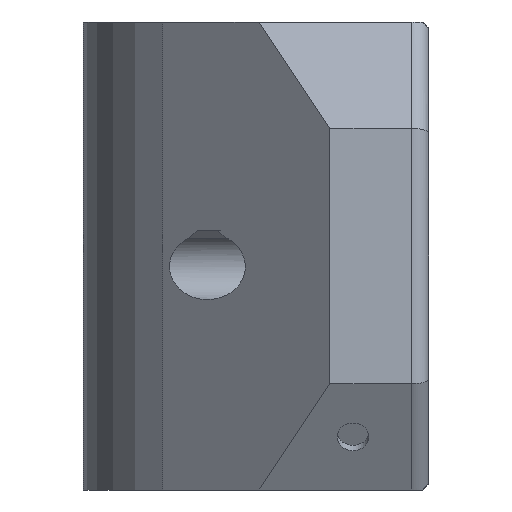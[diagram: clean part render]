
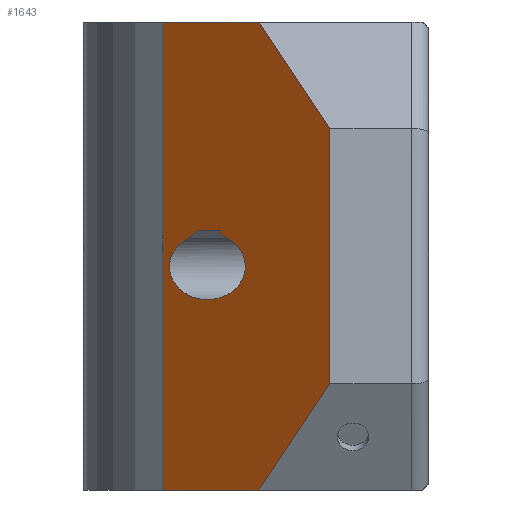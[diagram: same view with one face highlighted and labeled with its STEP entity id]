
A CAD part, left-side view. The second image highlights one B-rep face of the part: STEP entity #1643.
In plain terms, the highlighted planar face has unit normal (-0.755, 0.656, 0).
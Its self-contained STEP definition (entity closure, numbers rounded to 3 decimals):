
#70=FACE_BOUND('',#324,.T.);
#88=ELLIPSE('',#1817,2.363,1.55);
#125=PLANE('',#1827);
#222=FACE_OUTER_BOUND('',#323,.T.);
#323=EDGE_LOOP('',(#1489,#1490,#1491,#1492,#1493,#1494));
#324=EDGE_LOOP('',(#1495,#1496,#1497,#1498));
#337=LINE('',#2352,#476);
#354=LINE('',#2410,#493);
#365=LINE('',#2440,#504);
#367=LINE('',#2444,#506);
#417=LINE('',#2672,#556);
#451=LINE('',#2889,#590);
#455=LINE('',#2898,#594);
#457=LINE('',#2901,#596);
#465=LINE('',#2921,#604);
#476=VECTOR('',#1871,10.);
#493=VECTOR('',#1920,10.);
#504=VECTOR('',#1951,10.);
#506=VECTOR('',#1955,10.);
#556=VECTOR('',#2099,10.);
#590=VECTOR('',#2267,10.);
#594=VECTOR('',#2277,10.);
#596=VECTOR('',#2281,10.);
#604=VECTOR('',#2305,10.);
#674=VERTEX_POINT('',#2349);
#675=VERTEX_POINT('',#2351);
#699=VERTEX_POINT('',#2407);
#700=VERTEX_POINT('',#2409);
#709=VERTEX_POINT('',#2438);
#710=VERTEX_POINT('',#2442);
#794=VERTEX_POINT('',#2887);
#795=VERTEX_POINT('',#2888);
#796=VERTEX_POINT('',#2893);
#797=VERTEX_POINT('',#2897);
#820=EDGE_CURVE('',#674,#675,#337,.T.);
#849=EDGE_CURVE('',#699,#700,#354,.T.);
#865=EDGE_CURVE('',#699,#709,#365,.T.);
#867=EDGE_CURVE('',#709,#710,#367,.T.);
#945=EDGE_CURVE('',#710,#675,#417,.T.);
#1021=EDGE_CURVE('',#794,#795,#451,.T.);
#1024=EDGE_CURVE('',#795,#796,#88,.T.);
#1026=EDGE_CURVE('',#796,#797,#455,.T.);
#1028=EDGE_CURVE('',#797,#794,#457,.T.);
#1037=EDGE_CURVE('',#700,#674,#465,.T.);
#1489=ORIENTED_EDGE('',*,*,#945,.T.);
#1490=ORIENTED_EDGE('',*,*,#820,.F.);
#1491=ORIENTED_EDGE('',*,*,#1037,.F.);
#1492=ORIENTED_EDGE('',*,*,#849,.F.);
#1493=ORIENTED_EDGE('',*,*,#865,.T.);
#1494=ORIENTED_EDGE('',*,*,#867,.T.);
#1495=ORIENTED_EDGE('',*,*,#1026,.T.);
#1496=ORIENTED_EDGE('',*,*,#1028,.T.);
#1497=ORIENTED_EDGE('',*,*,#1021,.T.);
#1498=ORIENTED_EDGE('',*,*,#1024,.T.);
#1643=ADVANCED_FACE('',(#222,#70),#125,.T.);
#1817=AXIS2_PLACEMENT_3D('',#2894,#2272,#2273);
#1827=AXIS2_PLACEMENT_3D('',#2920,#2303,#2304);
#1871=DIRECTION('',(-0.656,-0.755,0.));
#1920=DIRECTION('',(0.656,0.755,0.));
#1951=DIRECTION('',(-0.433,-0.499,0.751));
#1955=DIRECTION('',(0.,0.,1.));
#2099=DIRECTION('',(0.433,0.499,0.751));
#2267=DIRECTION('',(-0.549,-0.631,-0.549));
#2272=DIRECTION('center_axis',(0.755,-0.656,0.));
#2273=DIRECTION('ref_axis',(0.656,0.755,0.));
#2277=DIRECTION('',(-0.549,-0.631,0.549));
#2281=DIRECTION('',(-0.656,-0.755,0.));
#2303=DIRECTION('center_axis',(-0.755,0.656,0.));
#2304=DIRECTION('ref_axis',(-0.656,-0.755,0.));
#2305=DIRECTION('',(0.,0.,1.));
#2349=CARTESIAN_POINT('',(-8.17,7.102,19.2));
#2351=CARTESIAN_POINT('',(-12.113,2.565,19.2));
#2352=CARTESIAN_POINT('',(-7.498,7.874,19.2));
#2407=CARTESIAN_POINT('',(-12.113,2.565,-2.8));
#2409=CARTESIAN_POINT('',(-8.17,7.102,-2.8));
#2410=CARTESIAN_POINT('',(-15.,-0.755,-2.8));
#2438=CARTESIAN_POINT('',(-15.,-0.755,2.2));
#2440=CARTESIAN_POINT('',(-13.653,0.794,-0.132));
#2442=CARTESIAN_POINT('',(-15.,-0.755,14.2));
#2444=CARTESIAN_POINT('',(-15.,-0.755,0.));
#2672=CARTESIAN_POINT('',(-15.237,-1.028,13.79));
#2887=CARTESIAN_POINT('',(-10.416,4.517,9.401));
#2888=CARTESIAN_POINT('',(-10.775,4.105,9.042));
#2889=CARTESIAN_POINT('',(-11.658,3.089,8.159));
#2893=CARTESIAN_POINT('',(-9.225,5.888,9.042));
#2894=CARTESIAN_POINT('Origin',(-10.,4.996,7.7));
#2897=CARTESIAN_POINT('',(-9.584,5.475,9.401));
#2898=CARTESIAN_POINT('',(-8.346,6.899,8.163));
#2901=CARTESIAN_POINT('',(-10.015,4.979,9.401));
#2920=CARTESIAN_POINT('Origin',(-8.17,7.102,0.));
#2921=CARTESIAN_POINT('',(-8.17,7.102,0.));
